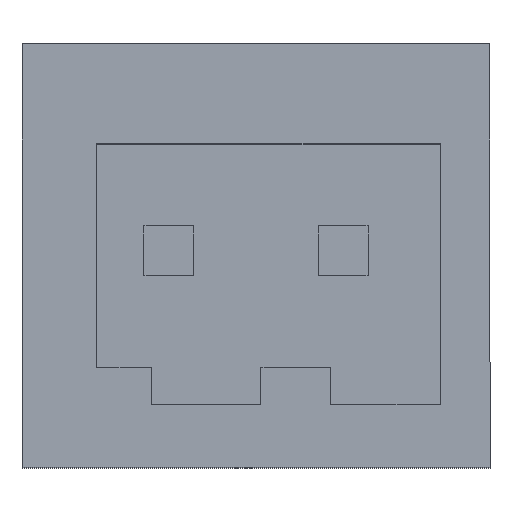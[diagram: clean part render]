
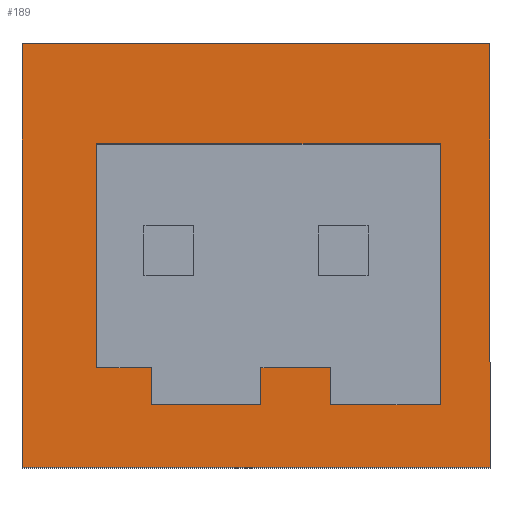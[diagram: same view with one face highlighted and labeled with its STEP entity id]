
A CAD part, top view. The second image highlights one B-rep face of the part: STEP entity #189.
In plain terms, the highlighted planar face has unit normal (0, 0, 1).
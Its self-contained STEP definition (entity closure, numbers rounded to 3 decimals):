
#24 = LINE ( 'NONE', #872, #351 ) ;
#32 = CARTESIAN_POINT ( 'NONE',  ( -2.1, -3.1, 10.3 ) ) ;
#40 = ORIENTED_EDGE ( 'NONE', *, *, #320, .T. ) ;
#49 = EDGE_CURVE ( 'NONE', #435, #120, #1336, .T. ) ;
#53 = EDGE_CURVE ( 'NONE', #843, #442, #805, .T. ) ;
#69 = ORIENTED_EDGE ( 'NONE', *, *, #1276, .F. ) ;
#90 = EDGE_CURVE ( 'NONE', #442, #456, #502, .T. ) ;
#111 = CARTESIAN_POINT ( 'NONE',  ( 3.7, 0., 10.3 ) ) ;
#115 = CARTESIAN_POINT ( 'NONE',  ( -3.2, 2.15, 10.3 ) ) ;
#120 = VERTEX_POINT ( 'NONE', #710 ) ;
#123 = LINE ( 'NONE', #1164, #808 ) ;
#135 = LINE ( 'NONE', #32, #771 ) ;
#143 = VERTEX_POINT ( 'NONE', #605 ) ;
#161 = CARTESIAN_POINT ( 'NONE',  ( 0., -2.35, 10.3 ) ) ;
#163 = ORIENTED_EDGE ( 'NONE', *, *, #90, .F. ) ;
#171 = VECTOR ( 'NONE', #1288, 1000. ) ;
#173 = VECTOR ( 'NONE', #436, 1000. ) ;
#189 = ADVANCED_FACE ( 'NONE', ( #1171, #540 ), #325, .F. ) ;
#198 = CARTESIAN_POINT ( 'NONE',  ( 4.7, 4.15, 10.3 ) ) ;
#209 = EDGE_CURVE ( 'NONE', #496, #747, #123, .T. ) ;
#212 = CARTESIAN_POINT ( 'NONE',  ( 1.5, -3.1, 10.3 ) ) ;
#216 = DIRECTION ( 'NONE',  ( 1., 0., 0. ) ) ;
#223 = DIRECTION ( 'NONE',  ( 0., -1., 0. ) ) ;
#266 = VERTEX_POINT ( 'NONE', #635 ) ;
#280 = VECTOR ( 'NONE', #1344, 1000. ) ;
#290 = CARTESIAN_POINT ( 'NONE',  ( 3.7, 2.15, 10.3 ) ) ;
#299 = DIRECTION ( 'NONE',  ( 0., 1., 0. ) ) ;
#309 = VECTOR ( 'NONE', #299, 1000. ) ;
#320 = EDGE_CURVE ( 'NONE', #120, #1305, #1308, .T. ) ;
#323 = LINE ( 'NONE', #111, #309 ) ;
#325 = PLANE ( 'NONE',  #828 ) ;
#351 = VECTOR ( 'NONE', #423, 1000. ) ;
#389 = DIRECTION ( 'NONE',  ( -1., 0., 0. ) ) ;
#423 = DIRECTION ( 'NONE',  ( 0., -1., 0. ) ) ;
#424 = ORIENTED_EDGE ( 'NONE', *, *, #49, .T. ) ;
#427 = CARTESIAN_POINT ( 'NONE',  ( 0.1, -3.1, 10.3 ) ) ;
#435 = VERTEX_POINT ( 'NONE', #855 ) ;
#436 = DIRECTION ( 'NONE',  ( 0., 1., 0. ) ) ;
#442 = VERTEX_POINT ( 'NONE', #868 ) ;
#456 = VERTEX_POINT ( 'NONE', #212 ) ;
#482 = EDGE_CURVE ( 'NONE', #757, #143, #815, .T. ) ;
#496 = VERTEX_POINT ( 'NONE', #290 ) ;
#502 = LINE ( 'NONE', #1146, #280 ) ;
#532 = EDGE_LOOP ( 'NONE', ( #859, #965, #853, #1030, #1143, #69, #772, #971, #679, #163 ) ) ;
#540 = FACE_BOUND ( 'NONE', #532, .T. ) ;
#544 = LINE ( 'NONE', #746, #173 ) ;
#549 = DIRECTION ( 'NONE',  ( 0., 0., -1. ) ) ;
#562 = CARTESIAN_POINT ( 'NONE',  ( 4.7, -4.35, 10.3 ) ) ;
#605 = CARTESIAN_POINT ( 'NONE',  ( -2.1, -2.35, 10.3 ) ) ;
#634 = VECTOR ( 'NONE', #1081, 1000. ) ;
#635 = CARTESIAN_POINT ( 'NONE',  ( 3.7, -3.1, 10.3 ) ) ;
#638 = DIRECTION ( 'NONE',  ( -1., 0., 0. ) ) ;
#643 = CARTESIAN_POINT ( 'NONE',  ( 0.1, -2.35, 10.3 ) ) ;
#679 = ORIENTED_EDGE ( 'NONE', *, *, #1085, .F. ) ;
#693 = VECTOR ( 'NONE', #993, 1000. ) ;
#695 = VECTOR ( 'NONE', #1230, 1000. ) ;
#710 = CARTESIAN_POINT ( 'NONE',  ( -4.7, -4.35, 10.3 ) ) ;
#716 = EDGE_CURVE ( 'NONE', #266, #496, #323, .T. ) ;
#730 = ORIENTED_EDGE ( 'NONE', *, *, #1019, .T. ) ;
#740 = VECTOR ( 'NONE', #792, 1000. ) ;
#746 = CARTESIAN_POINT ( 'NONE',  ( 4.7, 4.15, 10.3 ) ) ;
#747 = VERTEX_POINT ( 'NONE', #115 ) ;
#755 = DIRECTION ( 'NONE',  ( -1., 0., 0. ) ) ;
#756 = CARTESIAN_POINT ( 'NONE',  ( 4.7, 4.15, 10.3 ) ) ;
#757 = VERTEX_POINT ( 'NONE', #1076 ) ;
#770 = EDGE_CURVE ( 'NONE', #806, #843, #1299, .T. ) ;
#771 = VECTOR ( 'NONE', #216, 1000. ) ;
#772 = ORIENTED_EDGE ( 'NONE', *, *, #209, .F. ) ;
#792 = DIRECTION ( 'NONE',  ( 1., 0., 0. ) ) ;
#805 = LINE ( 'NONE', #161, #1218 ) ;
#806 = VERTEX_POINT ( 'NONE', #427 ) ;
#808 = VECTOR ( 'NONE', #755, 1000. ) ;
#815 = LINE ( 'NONE', #1077, #695 ) ;
#828 = AXIS2_PLACEMENT_3D ( 'NONE', #1279, #549, #638 ) ;
#843 = VERTEX_POINT ( 'NONE', #1217 ) ;
#853 = ORIENTED_EDGE ( 'NONE', *, *, #1304, .F. ) ;
#855 = CARTESIAN_POINT ( 'NONE',  ( -4.7, 4.15, 10.3 ) ) ;
#859 = ORIENTED_EDGE ( 'NONE', *, *, #53, .F. ) ;
#868 = CARTESIAN_POINT ( 'NONE',  ( 1.5, -2.35, 10.3 ) ) ;
#872 = CARTESIAN_POINT ( 'NONE',  ( -2.1, -2.35, 10.3 ) ) ;
#927 = LINE ( 'NONE', #1345, #1185 ) ;
#955 = EDGE_CURVE ( 'NONE', #1285, #435, #1139, .T. ) ;
#965 = ORIENTED_EDGE ( 'NONE', *, *, #770, .F. ) ;
#971 = ORIENTED_EDGE ( 'NONE', *, *, #716, .F. ) ;
#984 = EDGE_LOOP ( 'NONE', ( #424, #40, #730, #999 ) ) ;
#993 = DIRECTION ( 'NONE',  ( 0., -1., 0. ) ) ;
#999 = ORIENTED_EDGE ( 'NONE', *, *, #955, .T. ) ;
#1019 = EDGE_CURVE ( 'NONE', #1305, #1285, #544, .T. ) ;
#1026 = VECTOR ( 'NONE', #389, 1000. ) ;
#1030 = ORIENTED_EDGE ( 'NONE', *, *, #1343, .F. ) ;
#1066 = CARTESIAN_POINT ( 'NONE',  ( -2.1, -3.1, 10.3 ) ) ;
#1076 = CARTESIAN_POINT ( 'NONE',  ( -3.2, -2.35, 10.3 ) ) ;
#1077 = CARTESIAN_POINT ( 'NONE',  ( 0., -2.35, 10.3 ) ) ;
#1081 = DIRECTION ( 'NONE',  ( 1., 0., 0. ) ) ;
#1085 = EDGE_CURVE ( 'NONE', #456, #266, #1097, .T. ) ;
#1097 = LINE ( 'NONE', #1194, #634 ) ;
#1115 = CARTESIAN_POINT ( 'NONE',  ( -4.7, 4.15, 10.3 ) ) ;
#1139 = LINE ( 'NONE', #198, #1026 ) ;
#1143 = ORIENTED_EDGE ( 'NONE', *, *, #482, .F. ) ;
#1146 = CARTESIAN_POINT ( 'NONE',  ( 1.5, -2.35, 10.3 ) ) ;
#1164 = CARTESIAN_POINT ( 'NONE',  ( 0., 2.15, 10.3 ) ) ;
#1171 = FACE_OUTER_BOUND ( 'NONE', #984, .T. ) ;
#1185 = VECTOR ( 'NONE', #223, 1000. ) ;
#1194 = CARTESIAN_POINT ( 'NONE',  ( 1.5, -3.1, 10.3 ) ) ;
#1209 = DIRECTION ( 'NONE',  ( 1., 0., 0. ) ) ;
#1217 = CARTESIAN_POINT ( 'NONE',  ( 0.1, -2.35, 10.3 ) ) ;
#1218 = VECTOR ( 'NONE', #1209, 1000. ) ;
#1230 = DIRECTION ( 'NONE',  ( 1., 0., 0. ) ) ;
#1271 = CARTESIAN_POINT ( 'NONE',  ( 4.7, -4.35, 10.3 ) ) ;
#1276 = EDGE_CURVE ( 'NONE', #747, #757, #927, .T. ) ;
#1279 = CARTESIAN_POINT ( 'NONE',  ( 0., 0., 10.3 ) ) ;
#1285 = VERTEX_POINT ( 'NONE', #756 ) ;
#1287 = VERTEX_POINT ( 'NONE', #1066 ) ;
#1288 = DIRECTION ( 'NONE',  ( 0., 1., 0. ) ) ;
#1299 = LINE ( 'NONE', #643, #171 ) ;
#1304 = EDGE_CURVE ( 'NONE', #1287, #806, #135, .T. ) ;
#1305 = VERTEX_POINT ( 'NONE', #1271 ) ;
#1308 = LINE ( 'NONE', #562, #740 ) ;
#1336 = LINE ( 'NONE', #1115, #693 ) ;
#1343 = EDGE_CURVE ( 'NONE', #143, #1287, #24, .T. ) ;
#1344 = DIRECTION ( 'NONE',  ( 0., -1., 0. ) ) ;
#1345 = CARTESIAN_POINT ( 'NONE',  ( -3.2, 0., 10.3 ) ) ;
